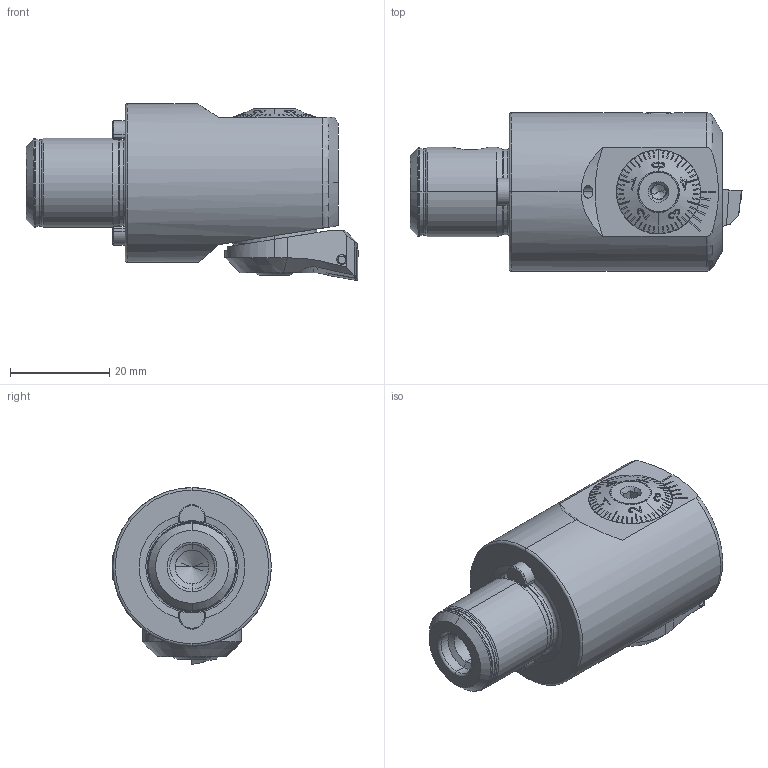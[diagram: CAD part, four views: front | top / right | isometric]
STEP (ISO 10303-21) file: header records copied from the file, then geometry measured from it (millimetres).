
FILE_DESCRIPTION (( 'STEP AP203' ), '1' );
FILE_NAME ('ST3-F32.K21.074.STEP', '2016-02-12T10:12:37', ( 'SWIAdmin' ), ( 'Hewlett-Packard Company' ), 'SwSTEP 2.0', 'SolidWorks 2015', '' );
FILE_SCHEMA (( 'CONFIG_CONTROL_DESIGN' ));
Length unit declared in the file: millimetre
Products named in the file (22): F32-BG2.017.004_A; Klebstoff D6; WCA-ER2.001.006_A; F32-BG2.009.012_A; ISO 4026 - M6 x 5_PreviewCfg; F32-WCA.001.007; T7 M2.5 x 6_PreviewCfg; ST3-F32.K21.074; F32-BG1.010.006_A; F32-BG3.006.026_A; F32-BG1.012.017; F32-BG1.002.017_B; F32; F32-BG2.014.012_A; ST3-F32.K20.047_B; T7 M2.5 x 6; DIN 3771 - 15x1; ST3-ER2.001.007_A; F32-WCA.001.007_C_fertigbearbeitet; F32-BG2.017.003_A; F32-ER1.101.010_A; CCMT060204
Assembly tree (25 placements, depth 4):
  ST3-F32.K21.074
    ST3-F32.K20.047_B
    ST3-ER2.001.007_A  x2
    F32-ER1.101.010_A
    F32
      Klebstoff D6
      ISO 4026 - M6 x 5_PreviewCfg
      T7 M2.5 x 6_PreviewCfg
      F32-BG3.006.026_A
      F32-BG1.012.017
        F32-BG1.002.017_B
        F32-BG2.014.012_A
        DIN 3771 - 15x1
        F32-BG2.017.003_A
        F32-BG2.017.004_A
        F32-BG2.009.012_A
        F32-BG1.010.006_A
    F32-BG3.006.026_A
    ISO 4026 - M6 x 5_PreviewCfg
    Klebstoff D6
    T7 M2.5 x 6
    F32-WCA.001.007
      F32-WCA.001.007_C_fertigbearbeitet
      CCMT060204
      WCA-ER2.001.006_A
Bounding box: 67 x 32 x 35.66 mm (x, y, z)
Volume: 37222.1 mm3; surface area: 18236.1 mm2
Topology: 24 solids, 24 shells, 934 faces, 2323 edges, 1441 vertices
Faces by surface type: plane 378, cone 239, cylinder 189, torus 79, bspline 47, sphere 2
Entity records: 31471 total; most frequent: CARTESIAN_POINT 9003, ORIENTED_EDGE 4360, DIRECTION 3953, EDGE_CURVE 2180, AXIS2_PLACEMENT_3D 1541, VERTEX_POINT 1367, EDGE_LOOP 929, ADVANCED_FACE 875
